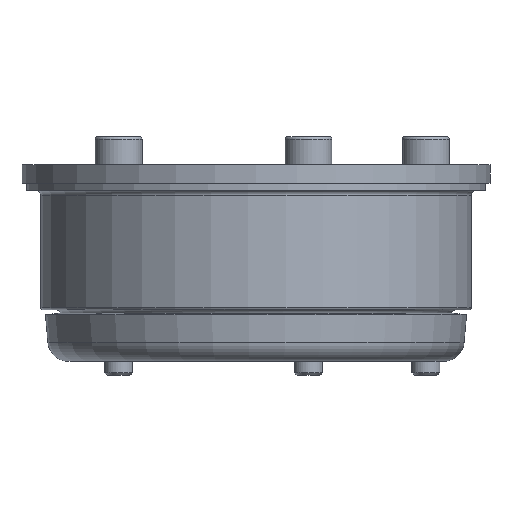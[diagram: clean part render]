
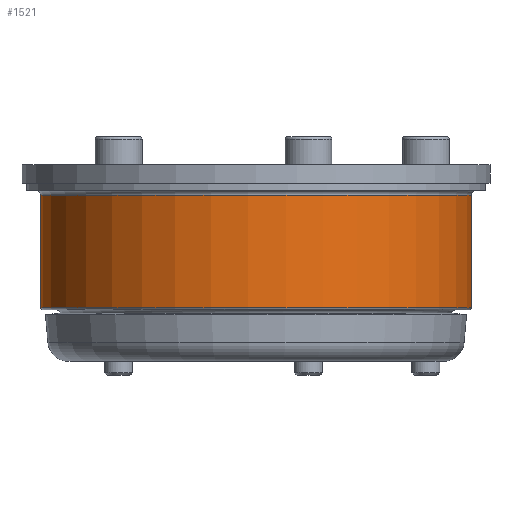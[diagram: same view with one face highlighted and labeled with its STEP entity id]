
A CAD part, front view. The second image highlights one B-rep face of the part: STEP entity #1521.
In plain terms, the highlighted cylindrical face has radius 46 mm (diameter 92 mm), a full revolution.
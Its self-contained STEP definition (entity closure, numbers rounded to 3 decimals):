
#1470=CARTESIAN_POINT('',(46.,0.,8.5));
#1471=VERTEX_POINT('',#1470);
#1472=CARTESIAN_POINT('',(0.,0.,8.5));
#1473=DIRECTION('',(0.0,0.0,-1.0));
#1474=DIRECTION('',(-1.0,0.0,0.0));
#1475=AXIS2_PLACEMENT_3D('',#1472,#1473,#1474);
#1476=CIRCLE('',#1475,46.);
#1477=EDGE_CURVE('',#1471,#1471,#1476,.T.);
#1502=CARTESIAN_POINT('',(0.,0.,0.0));
#1503=DIRECTION('',(0.0,0.0,1.0));
#1504=DIRECTION('',(-1.0,0.0,0.0));
#1505=AXIS2_PLACEMENT_3D('',#1502,#1503,#1504);
#1506=CYLINDRICAL_SURFACE('',#1505,46.);
#1507=CARTESIAN_POINT('',(46.,0.,32.5));
#1508=VERTEX_POINT('',#1507);
#1509=CARTESIAN_POINT('',(0.,0.,32.5));
#1510=DIRECTION('',(0.0,0.0,1.0));
#1511=DIRECTION('',(-1.0,0.0,0.0));
#1512=AXIS2_PLACEMENT_3D('',#1509,#1510,#1511);
#1513=CIRCLE('',#1512,46.);
#1514=EDGE_CURVE('',#1508,#1508,#1513,.T.);
#1515=ORIENTED_EDGE('',*,*,#1514,.F.);
#1516=EDGE_LOOP('',(#1515));
#1517=FACE_OUTER_BOUND('',#1516,.T.);
#1518=ORIENTED_EDGE('',*,*,#1477,.F.);
#1519=EDGE_LOOP('',(#1518));
#1520=FACE_BOUND('',#1519,.T.);
#1521=ADVANCED_FACE('',(#1517,#1520),#1506,.T.);
